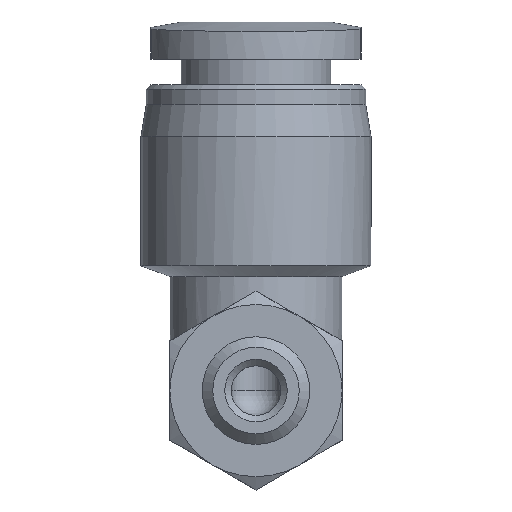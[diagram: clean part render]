
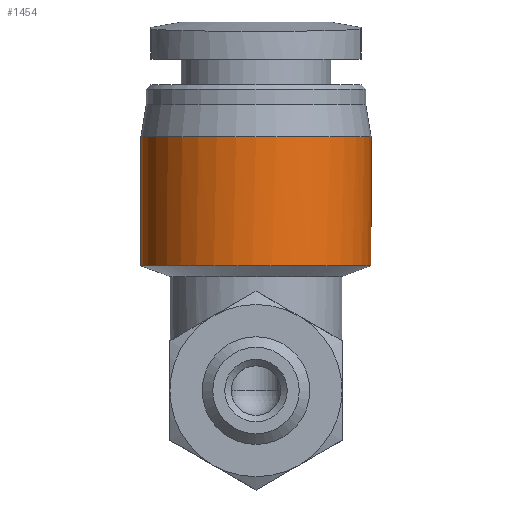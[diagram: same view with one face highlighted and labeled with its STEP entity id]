
A CAD part, front view. The second image highlights one B-rep face of the part: STEP entity #1454.
In plain terms, the highlighted cylindrical face has radius 5.35 mm (diameter 10.7 mm), a full revolution.
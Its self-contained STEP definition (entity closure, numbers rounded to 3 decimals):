
#80=LINE('',#2228,#106);
#81=LINE('',#2230,#107);
#106=VECTOR('',#1800,1000.);
#107=VECTOR('',#1801,1000.);
#153=B_SPLINE_CURVE_WITH_KNOTS('',3,(#2232,#2233,#2234,#2235),
 .UNSPECIFIED.,.F.,.F.,(4,4),(0.,0.001),
 .UNSPECIFIED.);
#154=B_SPLINE_CURVE_WITH_KNOTS('',3,(#2237,#2238,#2239,#2240),
 .UNSPECIFIED.,.F.,.F.,(4,4),(0.,0.001),
 .UNSPECIFIED.);
#177=CIRCLE('',#1508,5.35);
#205=CIRCLE('',#1569,5.35);
#386=ORIENTED_EDGE('',*,*,#587,.T.);
#387=ORIENTED_EDGE('',*,*,#588,.F.);
#388=ORIENTED_EDGE('',*,*,#520,.F.);
#389=ORIENTED_EDGE('',*,*,#589,.T.);
#390=ORIENTED_EDGE('',*,*,#590,.F.);
#391=ORIENTED_EDGE('',*,*,#591,.F.);
#520=EDGE_CURVE('',#648,#649,#177,.T.);
#587=EDGE_CURVE('',#693,#693,#205,.T.);
#588=EDGE_CURVE('',#649,#694,#80,.T.);
#589=EDGE_CURVE('',#648,#695,#81,.T.);
#590=EDGE_CURVE('',#696,#695,#153,.F.);
#591=EDGE_CURVE('',#694,#696,#154,.T.);
#648=VERTEX_POINT('',#2000);
#649=VERTEX_POINT('',#2002);
#693=VERTEX_POINT('',#2226);
#694=VERTEX_POINT('',#2229);
#695=VERTEX_POINT('',#2231);
#696=VERTEX_POINT('',#2236);
#771=EDGE_LOOP('',(#386));
#772=EDGE_LOOP('',(#387,#388,#389,#390,#391));
#867=FACE_BOUND('',#771,.T.);
#868=FACE_BOUND('',#772,.T.);
#922=CYLINDRICAL_SURFACE('',#1570,5.35);
#1454=ADVANCED_FACE('',(#867,#868),#922,.T.);
#1508=AXIS2_PLACEMENT_3D('',#2001,#1664,#1665);
#1569=AXIS2_PLACEMENT_3D('',#2225,#1796,#1797);
#1570=AXIS2_PLACEMENT_3D('',#2227,#1798,#1799);
#1664=DIRECTION('',(0.,0.,-1.));
#1665=DIRECTION('',(-1.,0.,0.));
#1796=DIRECTION('',(0.,0.,-1.));
#1797=DIRECTION('',(-1.,0.,0.));
#1798=DIRECTION('',(0.,0.,-1.));
#1799=DIRECTION('',(-1.,0.,0.));
#1800=DIRECTION('',(0.,0.,-1.));
#1801=DIRECTION('',(0.,0.,-1.));
#2000=CARTESIAN_POINT('',(0.5,21.627,5.8));
#2001=CARTESIAN_POINT('',(0.,16.3,5.8));
#2002=CARTESIAN_POINT('',(-0.5,21.627,5.8));
#2225=CARTESIAN_POINT('',(0.,16.3,11.8));
#2226=CARTESIAN_POINT('',(-5.35,16.3,11.8));
#2227=CARTESIAN_POINT('',(0.,16.3,0.));
#2228=CARTESIAN_POINT('',(-0.5,21.627,5.8));
#2229=CARTESIAN_POINT('',(-0.5,21.627,-0.432));
#2230=CARTESIAN_POINT('',(0.5,21.627,5.8));
#2231=CARTESIAN_POINT('',(0.5,21.627,-0.432));
#2232=CARTESIAN_POINT('',(0.5,21.627,-0.432));
#2233=CARTESIAN_POINT('',(0.333,21.642,-0.288));
#2234=CARTESIAN_POINT('',(0.167,21.65,-0.144));
#2235=CARTESIAN_POINT('',(0.,21.65,0.));
#2236=CARTESIAN_POINT('',(0.,21.65,0.));
#2237=CARTESIAN_POINT('',(-0.5,21.627,-0.432));
#2238=CARTESIAN_POINT('',(-0.333,21.642,-0.288));
#2239=CARTESIAN_POINT('',(-0.167,21.65,-0.144));
#2240=CARTESIAN_POINT('',(0.,21.65,0.));
